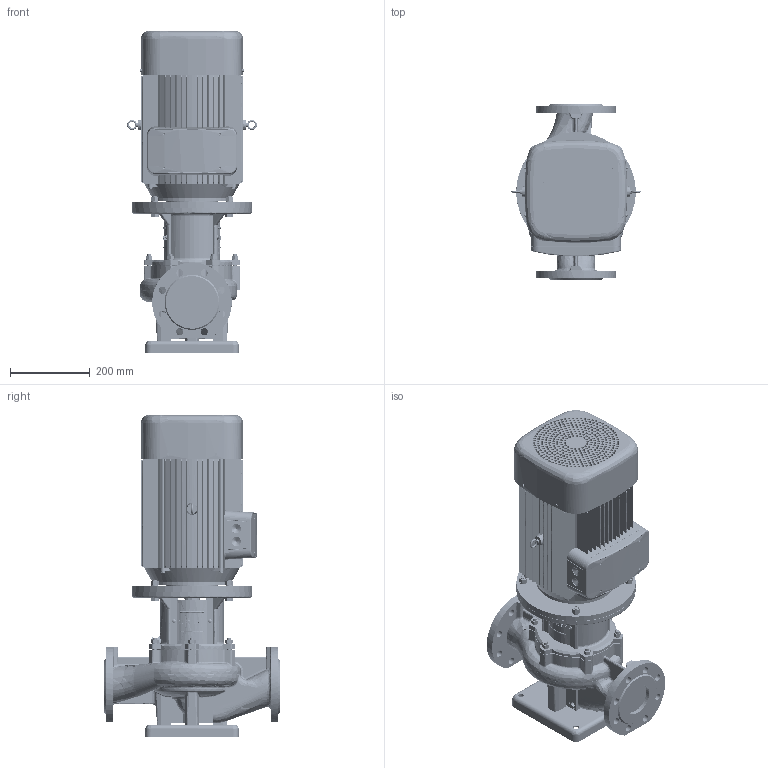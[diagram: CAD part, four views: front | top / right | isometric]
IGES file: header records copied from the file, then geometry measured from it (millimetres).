
Global section: file name: 015P2032 (RV 80-2902); native system: AutoCAD 2021 — Русский (Russian),62HAutod; preprocessor: esk Translation Framework DWG producer (atf_dwg_producer); organization: unknown; date: 20230328.221521; units: millimetre
Bounding box: 326 x 440 x 808.6 mm (x, y, z)
Volume: 30850388 mm3; surface area: 2224463.9 mm2
Topology: 55 solids, 56 shells, 4416 faces, 13394 edges, 9756 vertices
Faces by surface type: bspline 4304, revolution 112
